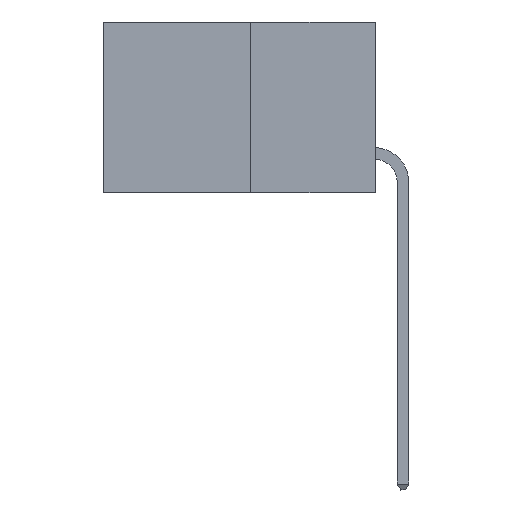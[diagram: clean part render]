
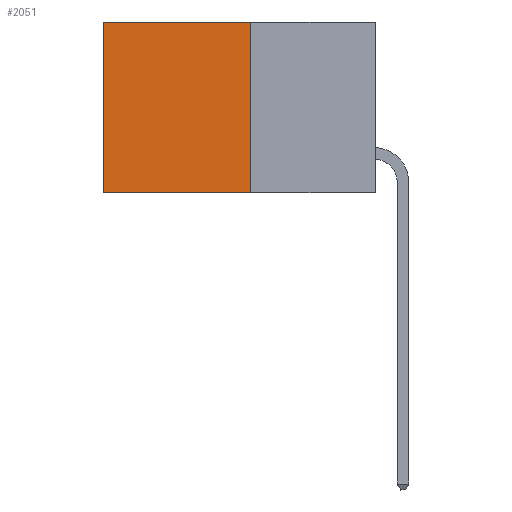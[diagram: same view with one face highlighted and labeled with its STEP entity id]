
A CAD part, left-side view. The second image highlights one B-rep face of the part: STEP entity #2051.
In plain terms, the highlighted planar face has unit normal (-1, 0, 0).
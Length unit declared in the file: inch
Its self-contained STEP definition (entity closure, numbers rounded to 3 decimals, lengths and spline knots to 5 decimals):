
#13 = PLANE ( 'NONE',  #3628 ) ;
#69 = CARTESIAN_POINT ( 'NONE',  ( 0.277, 0.59, 0. ) ) ;
#817 = EDGE_CURVE ( 'NONE', #3949, #10368, #1322, .T. ) ;
#894 = DIRECTION ( 'NONE',  ( 0., 0., -1. ) ) ;
#950 = CARTESIAN_POINT ( 'NONE',  ( 0.277, 0.27, -0.37 ) ) ;
#1044 = ORIENTED_EDGE ( 'NONE', *, *, #11288, .F. ) ;
#1064 = LINE ( 'NONE', #950, #5809 ) ;
#1322 = LINE ( 'NONE', #11322, #8585 ) ;
#1916 = VERTEX_POINT ( 'NONE', #2337 ) ;
#2051 = ADVANCED_FACE ( 'NONE', ( #5027 ), #13, .F. ) ;
#2337 = CARTESIAN_POINT ( 'NONE',  ( 0.277, 0.27, -0.37 ) ) ;
#2528 = EDGE_CURVE ( 'NONE', #10368, #10094, #5305, .T. ) ;
#2580 = CARTESIAN_POINT ( 'NONE',  ( 0.277, 0.59, -0.37 ) ) ;
#3585 = VECTOR ( 'NONE', #9698, 39.37008 ) ;
#3628 = AXIS2_PLACEMENT_3D ( 'NONE', #11071, #6101, #5072 ) ;
#3631 = ORIENTED_EDGE ( 'NONE', *, *, #9035, .F. ) ;
#3770 = EDGE_LOOP ( 'NONE', ( #10341, #1044, #3631, #6999 ) ) ;
#3949 = VERTEX_POINT ( 'NONE', #7907 ) ;
#5027 = FACE_OUTER_BOUND ( 'NONE', #3770, .T. ) ;
#5072 = DIRECTION ( 'NONE',  ( 0., 0., -1. ) ) ;
#5305 = LINE ( 'NONE', #10477, #9236 ) ;
#5809 = VECTOR ( 'NONE', #894, 39.37008 ) ;
#5836 = DIRECTION ( 'NONE',  ( 0., 0., -1. ) ) ;
#6101 = DIRECTION ( 'NONE',  ( 1., 0., 0. ) ) ;
#6999 = ORIENTED_EDGE ( 'NONE', *, *, #817, .T. ) ;
#7907 = CARTESIAN_POINT ( 'NONE',  ( 0.277, 0.27, 0. ) ) ;
#8585 = VECTOR ( 'NONE', #11178, 39.37008 ) ;
#9035 = EDGE_CURVE ( 'NONE', #3949, #1916, #1064, .T. ) ;
#9236 = VECTOR ( 'NONE', #5836, 39.37008 ) ;
#9698 = DIRECTION ( 'NONE',  ( 0., 1., 0. ) ) ;
#10094 = VERTEX_POINT ( 'NONE', #2580 ) ;
#10341 = ORIENTED_EDGE ( 'NONE', *, *, #2528, .T. ) ;
#10368 = VERTEX_POINT ( 'NONE', #69 ) ;
#10477 = CARTESIAN_POINT ( 'NONE',  ( 0.277, 0.59, -0.37 ) ) ;
#10572 = CARTESIAN_POINT ( 'NONE',  ( 0.277, 0.27, -0.37 ) ) ;
#10575 = LINE ( 'NONE', #10572, #3585 ) ;
#11071 = CARTESIAN_POINT ( 'NONE',  ( 0.277, 0.27, -0.37 ) ) ;
#11178 = DIRECTION ( 'NONE',  ( 0., 1., 0. ) ) ;
#11288 = EDGE_CURVE ( 'NONE', #1916, #10094, #10575, .T. ) ;
#11322 = CARTESIAN_POINT ( 'NONE',  ( 0.277, 0.27, 0. ) ) ;
